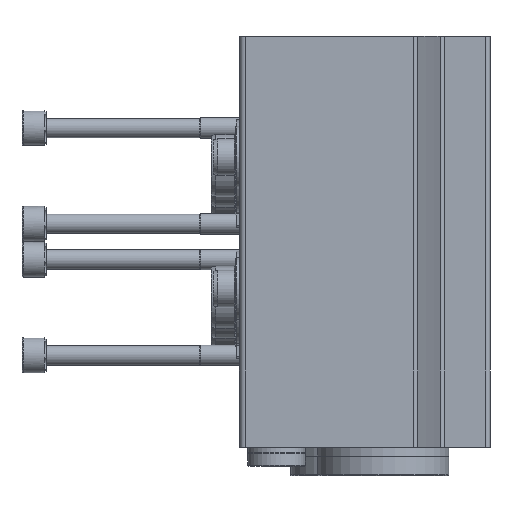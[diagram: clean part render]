
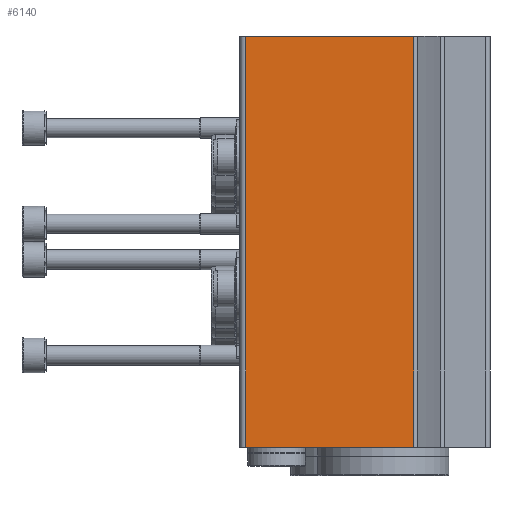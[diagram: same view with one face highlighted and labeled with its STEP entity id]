
A CAD part, left-side view. The second image highlights one B-rep face of the part: STEP entity #6140.
In plain terms, the highlighted planar face has unit normal (-1, 0, 0).
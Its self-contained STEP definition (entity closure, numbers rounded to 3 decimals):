
#169=PLANE('',#6625);
#768=ORIENTED_EDGE('',*,*,#2422,.F.);
#769=ORIENTED_EDGE('',*,*,#2421,.F.);
#770=ORIENTED_EDGE('',*,*,#2423,.T.);
#771=ORIENTED_EDGE('',*,*,#2424,.T.);
#2421=EDGE_CURVE('',#3248,#3246,#3841,.T.);
#2422=EDGE_CURVE('',#3246,#3249,#3842,.T.);
#2423=EDGE_CURVE('',#3248,#3250,#3843,.T.);
#2424=EDGE_CURVE('',#3250,#3249,#3844,.T.);
#3246=VERTEX_POINT('',#9510);
#3248=VERTEX_POINT('',#9514);
#3249=VERTEX_POINT('',#9518);
#3250=VERTEX_POINT('',#9520);
#3841=LINE('',#9515,#4309);
#3842=LINE('',#9517,#4310);
#3843=LINE('',#9519,#4311);
#3844=LINE('',#9521,#4312);
#4309=VECTOR('',#7398,1000.);
#4310=VECTOR('',#7401,1000.);
#4311=VECTOR('',#7402,1000.);
#4312=VECTOR('',#7403,1000.);
#4789=EDGE_LOOP('',(#768,#769,#770,#771));
#5405=FACE_BOUND('',#4789,.T.);
#6140=ADVANCED_FACE('',(#5405),#169,.T.);
#6625=AXIS2_PLACEMENT_3D('',#9516,#7399,#7400);
#7398=DIRECTION('',(0.,0.,1.));
#7399=DIRECTION('',(-1.,0.,0.));
#7400=DIRECTION('',(0.,0.,1.));
#7401=DIRECTION('',(0.,-1.,0.));
#7402=DIRECTION('',(0.,-1.,0.));
#7403=DIRECTION('',(0.,0.,1.));
#9510=CARTESIAN_POINT('',(-72.,59.5,0.));
#9514=CARTESIAN_POINT('',(-72.,59.5,-100.));
#9515=CARTESIAN_POINT('',(-72.,59.5,-100.));
#9516=CARTESIAN_POINT('',(-72.,59.5,-100.));
#9517=CARTESIAN_POINT('',(-72.,59.5,0.));
#9518=CARTESIAN_POINT('',(-72.,18.514,0.));
#9519=CARTESIAN_POINT('',(-72.,59.5,-100.));
#9520=CARTESIAN_POINT('',(-72.,18.514,-100.));
#9521=CARTESIAN_POINT('',(-72.,18.514,-100.));
